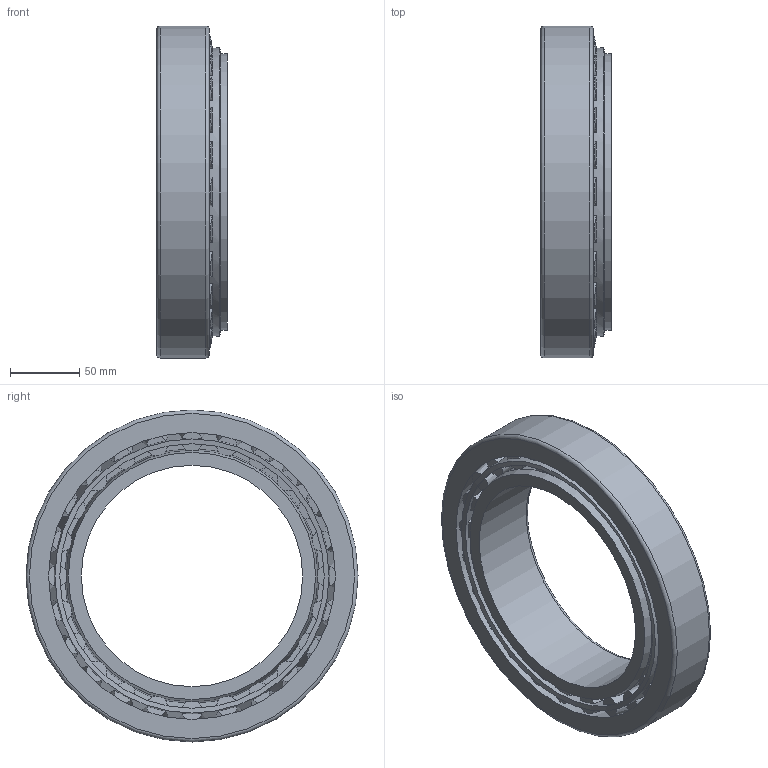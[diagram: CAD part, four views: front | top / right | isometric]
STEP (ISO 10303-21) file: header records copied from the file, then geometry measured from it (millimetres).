
FILE_DESCRIPTION(/* description */ ('STEP AP214'),/* implementation_level */ '2;1');
FILE_NAME(/* name */ '32032XU',/* time_stamp */ '2024-09-10T15:42:07+02:00',/* author */ ('License CC BY-ND 4.0'),/* organization */ ('CADENAS'),/* preprocessor_version */ 'ST-DEVELOPER v19.3',/* originating_system */ 'PARTsolutions',/* authorisation */ ' ');
FILE_SCHEMA (('AUTOMOTIVE_DESIGN {1 0 10303 214 3 1 1}'));
Length unit declared in the file: millimetre
Products named in the file (4): 32032XU; 32032XUInner  ring; 32032XU Outer ring; 32032XU Ball Cage
Assembly tree (3 placements, depth 2):
  32032XU
    32032XUInner  ring
    32032XU Outer ring
    32032XU Ball Cage
Bounding box: 51 x 240 x 240 mm (x, y, z)
Volume: 930115 mm3; surface area: 228636.3 mm2
Topology: 3 solids, 3 shells, 164 faces, 330 edges, 216 vertices
Faces by surface type: plane 100, cone 58, cylinder 3, torus 3
Full cylindrical faces by diameter (mm): 160 x1, 200 x1, 240 x1
Entity records: 4453 total; most frequent: CARTESIAN_POINT 976, DIRECTION 760, ORIENTED_EDGE 616, AXIS2_PLACEMENT_3D 380, EDGE_CURVE 308, EDGE_LOOP 232, FACE_BOUND 232, VERTEX_POINT 212
